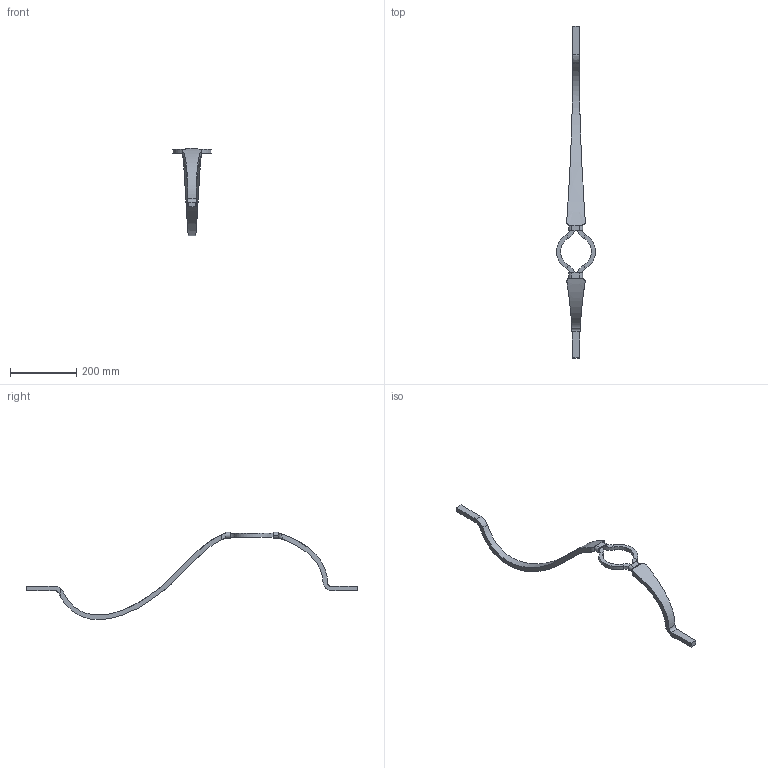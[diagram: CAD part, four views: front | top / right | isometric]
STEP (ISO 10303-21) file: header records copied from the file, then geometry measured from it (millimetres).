
FILE_DESCRIPTION (( 'STEP AP203' ), '1' );
FILE_NAME ('1702.step', '2015-09-17T14:50:37', ( '' ), ( '' ), 'SwSTEP 2.0', 'SolidWorks 2015', '' );
FILE_SCHEMA (( 'CONFIG_CONTROL_DESIGN' ));
Length unit declared in the file: millimetre
Products named in the file (1): 1702
Bounding box: 116.61 x 1000 x 262.95 mm (x, y, z)
Volume: 517982.9 mm3; surface area: 118806.5 mm2
Topology: 1 solids, 1 shells, 236 faces, 651 edges, 425 vertices
Faces by surface type: plane 129, bspline 72, cylinder 35
Entity records: 12361 total; most frequent: CARTESIAN_POINT 6776, ORIENTED_EDGE 1302, DIRECTION 872, EDGE_CURVE 651, VERTEX_POINT 425, VECTOR 384, LINE 384, EDGE_LOOP 254
